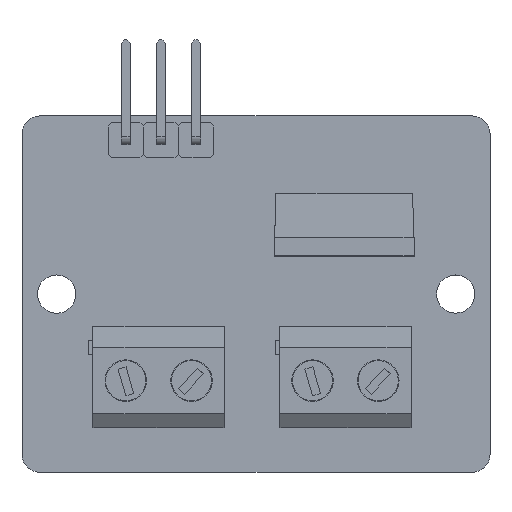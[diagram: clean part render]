
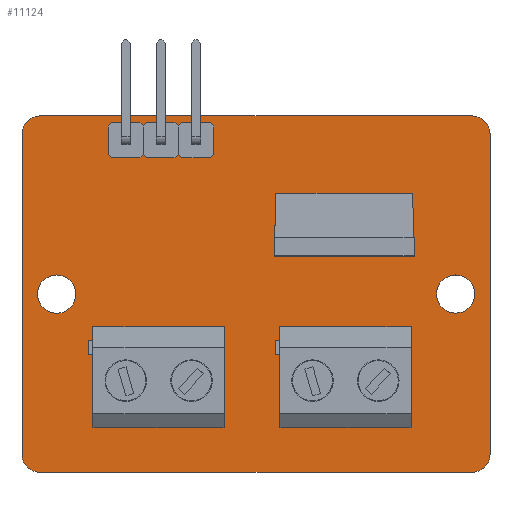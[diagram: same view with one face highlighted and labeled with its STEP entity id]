
A CAD part, top view. The second image highlights one B-rep face of the part: STEP entity #11124.
In plain terms, the highlighted planar face has unit normal (0, 0, 1).
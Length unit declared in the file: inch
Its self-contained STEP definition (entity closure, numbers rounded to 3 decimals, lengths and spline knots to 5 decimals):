
#720=FACE_BOUND('',#2050,.T.);
#721=FACE_BOUND('',#2051,.T.);
#722=FACE_BOUND('',#2052,.T.);
#723=FACE_BOUND('',#2053,.T.);
#724=FACE_BOUND('',#2054,.T.);
#725=FACE_BOUND('',#2055,.T.);
#726=FACE_BOUND('',#2056,.T.);
#727=FACE_BOUND('',#2057,.T.);
#804=CIRCLE('',#11637,0.01181);
#806=CIRCLE('',#11640,0.01969);
#808=CIRCLE('',#11643,0.012);
#810=CIRCLE('',#11647,0.012);
#812=CIRCLE('',#11651,0.01181);
#814=CIRCLE('',#11655,0.012);
#816=CIRCLE('',#11659,0.05);
#823=CIRCLE('',#11669,0.05);
#824=CIRCLE('',#11672,0.05);
#825=CIRCLE('',#11674,0.05);
#826=CIRCLE('',#11676,0.0545);
#827=CIRCLE('',#11678,0.05433);
#1411=FACE_OUTER_BOUND('',#2049,.T.);
#2049=EDGE_LOOP('',(#9966,#9967,#9968,#9969,#9970,#9971,#9972,#9973));
#2050=EDGE_LOOP('',(#9974));
#2051=EDGE_LOOP('',(#9975));
#2052=EDGE_LOOP('',(#9976));
#2053=EDGE_LOOP('',(#9977));
#2054=EDGE_LOOP('',(#9978));
#2055=EDGE_LOOP('',(#9979));
#2056=EDGE_LOOP('',(#9980));
#2057=EDGE_LOOP('',(#9981));
#3146=LINE('',#20038,#4248);
#3152=LINE('',#20063,#4254);
#3158=LINE('',#20082,#4260);
#3159=LINE('',#20084,#4261);
#4248=VECTOR('',#13768,0.3937);
#4254=VECTOR('',#13792,0.3937);
#4260=VECTOR('',#13816,0.3937);
#4261=VECTOR('',#13819,0.3937);
#5264=VERTEX_POINT('',#19985);
#5266=VERTEX_POINT('',#19991);
#5268=VERTEX_POINT('',#19997);
#5270=VERTEX_POINT('',#20004);
#5272=VERTEX_POINT('',#20011);
#5274=VERTEX_POINT('',#20018);
#5276=VERTEX_POINT('',#20025);
#5277=VERTEX_POINT('',#20026);
#5281=VERTEX_POINT('',#20036);
#5289=VERTEX_POINT('',#20056);
#5290=VERTEX_POINT('',#20057);
#5291=VERTEX_POINT('',#20062);
#5292=VERTEX_POINT('',#20066);
#5293=VERTEX_POINT('',#20070);
#5294=VERTEX_POINT('',#20074);
#5295=VERTEX_POINT('',#20078);
#6810=EDGE_CURVE('',#5264,#5264,#804,.T.);
#6813=EDGE_CURVE('',#5266,#5266,#806,.T.);
#6816=EDGE_CURVE('',#5268,#5268,#808,.T.);
#6819=EDGE_CURVE('',#5270,#5270,#810,.T.);
#6822=EDGE_CURVE('',#5272,#5272,#812,.T.);
#6825=EDGE_CURVE('',#5274,#5274,#814,.T.);
#6828=EDGE_CURVE('',#5276,#5277,#816,.T.);
#6834=EDGE_CURVE('',#5276,#5281,#3146,.T.);
#6843=EDGE_CURVE('',#5289,#5290,#823,.T.);
#6846=EDGE_CURVE('',#5291,#5290,#3152,.T.);
#6848=EDGE_CURVE('',#5291,#5292,#824,.T.);
#6850=EDGE_CURVE('',#5293,#5281,#825,.T.);
#6852=EDGE_CURVE('',#5294,#5294,#826,.T.);
#6854=EDGE_CURVE('',#5295,#5295,#827,.T.);
#6856=EDGE_CURVE('',#5289,#5277,#3158,.T.);
#6857=EDGE_CURVE('',#5293,#5292,#3159,.T.);
#9966=ORIENTED_EDGE('',*,*,#6828,.F.);
#9967=ORIENTED_EDGE('',*,*,#6834,.T.);
#9968=ORIENTED_EDGE('',*,*,#6850,.F.);
#9969=ORIENTED_EDGE('',*,*,#6857,.T.);
#9970=ORIENTED_EDGE('',*,*,#6848,.F.);
#9971=ORIENTED_EDGE('',*,*,#6846,.T.);
#9972=ORIENTED_EDGE('',*,*,#6843,.F.);
#9973=ORIENTED_EDGE('',*,*,#6856,.T.);
#9974=ORIENTED_EDGE('',*,*,#6810,.T.);
#9975=ORIENTED_EDGE('',*,*,#6813,.T.);
#9976=ORIENTED_EDGE('',*,*,#6816,.T.);
#9977=ORIENTED_EDGE('',*,*,#6819,.T.);
#9978=ORIENTED_EDGE('',*,*,#6822,.T.);
#9979=ORIENTED_EDGE('',*,*,#6825,.T.);
#9980=ORIENTED_EDGE('',*,*,#6854,.T.);
#9981=ORIENTED_EDGE('',*,*,#6852,.T.);
#10331=PLANE('',#11681);
#11124=ADVANCED_FACE('',(#1411,#720,#721,#722,#723,#724,#725,#726,#727),
#10331,.T.);
#11637=AXIS2_PLACEMENT_3D('',#19986,#13708,#13709);
#11640=AXIS2_PLACEMENT_3D('',#19992,#13715,#13716);
#11643=AXIS2_PLACEMENT_3D('',#19998,#13722,#13723);
#11647=AXIS2_PLACEMENT_3D('',#20005,#13731,#13732);
#11651=AXIS2_PLACEMENT_3D('',#20012,#13740,#13741);
#11655=AXIS2_PLACEMENT_3D('',#20019,#13749,#13750);
#11659=AXIS2_PLACEMENT_3D('',#20027,#13758,#13759);
#11669=AXIS2_PLACEMENT_3D('',#20058,#13786,#13787);
#11672=AXIS2_PLACEMENT_3D('',#20067,#13796,#13797);
#11674=AXIS2_PLACEMENT_3D('',#20071,#13801,#13802);
#11676=AXIS2_PLACEMENT_3D('',#20075,#13806,#13807);
#11678=AXIS2_PLACEMENT_3D('',#20079,#13811,#13812);
#11681=AXIS2_PLACEMENT_3D('',#20085,#13820,#13821);
#13708=DIRECTION('center_axis',(0.,0.,-1.));
#13709=DIRECTION('ref_axis',(-1.,0.,0.));
#13715=DIRECTION('center_axis',(0.,0.,-1.));
#13716=DIRECTION('ref_axis',(-1.,0.,0.));
#13722=DIRECTION('center_axis',(0.,0.,-1.));
#13723=DIRECTION('ref_axis',(-1.,0.,0.));
#13731=DIRECTION('center_axis',(0.,0.,-1.));
#13732=DIRECTION('ref_axis',(-1.,0.,0.));
#13740=DIRECTION('center_axis',(0.,0.,-1.));
#13741=DIRECTION('ref_axis',(-1.,0.,0.));
#13749=DIRECTION('center_axis',(0.,0.,-1.));
#13750=DIRECTION('ref_axis',(-1.,0.,0.));
#13758=DIRECTION('center_axis',(0.,0.,-1.));
#13759=DIRECTION('ref_axis',(-0.707,0.707,0.));
#13768=DIRECTION('',(0.,-1.,0.));
#13786=DIRECTION('center_axis',(0.,0.,-1.));
#13787=DIRECTION('ref_axis',(0.707,0.707,0.));
#13792=DIRECTION('',(0.,1.,0.));
#13796=DIRECTION('center_axis',(0.,0.,-1.));
#13797=DIRECTION('ref_axis',(0.707,-0.707,0.));
#13801=DIRECTION('center_axis',(0.,0.,-1.));
#13802=DIRECTION('ref_axis',(-0.707,-0.707,0.));
#13806=DIRECTION('center_axis',(0.,0.,-1.));
#13807=DIRECTION('ref_axis',(1.,0.,0.));
#13811=DIRECTION('center_axis',(0.,0.,-1.));
#13812=DIRECTION('ref_axis',(1.,0.,0.));
#13816=DIRECTION('',(-1.,0.,0.));
#13819=DIRECTION('',(1.,0.,0.));
#13820=DIRECTION('center_axis',(0.,0.,1.));
#13821=DIRECTION('ref_axis',(1.,0.,0.));
#19985=CARTESIAN_POINT('',(0.30709,0.94488,0.05906));
#19986=CARTESIAN_POINT('Origin',(0.29528,0.94488,0.05906));
#19991=CARTESIAN_POINT('',(1.03661,0.7185,0.05906));
#19992=CARTESIAN_POINT('Origin',(1.01693,0.7185,0.05906));
#19997=CARTESIAN_POINT('',(0.50413,0.26969,0.05906));
#19998=CARTESIAN_POINT('Origin',(0.49213,0.26969,0.05906));
#20004=CARTESIAN_POINT('',(0.83877,0.26969,0.05906));
#20005=CARTESIAN_POINT('Origin',(0.82677,0.26969,0.05906));
#20011=CARTESIAN_POINT('',(0.30709,0.26969,0.05906));
#20012=CARTESIAN_POINT('Origin',(0.29528,0.26969,0.05906));
#20018=CARTESIAN_POINT('',(1.03562,0.26969,0.05906));
#20019=CARTESIAN_POINT('Origin',(1.02362,0.26969,0.05906));
#20025=CARTESIAN_POINT('',(0.,0.96378,0.05906));
#20026=CARTESIAN_POINT('',(0.05,1.01378,0.05906));
#20027=CARTESIAN_POINT('Origin',(0.05,0.96378,0.05906));
#20036=CARTESIAN_POINT('',(0.,0.05,0.05906));
#20038=CARTESIAN_POINT('',(0.,1.01378,0.05906));
#20056=CARTESIAN_POINT('',(1.28189,1.01378,0.05906));
#20057=CARTESIAN_POINT('',(1.33189,0.96378,0.05906));
#20058=CARTESIAN_POINT('Origin',(1.28189,0.96378,0.05906));
#20062=CARTESIAN_POINT('',(1.33189,0.05,0.05906));
#20063=CARTESIAN_POINT('',(1.33189,0.,0.05906));
#20066=CARTESIAN_POINT('',(1.28189,0.,0.05906));
#20067=CARTESIAN_POINT('Origin',(1.28189,0.05,0.05906));
#20070=CARTESIAN_POINT('',(0.05,0.,0.05906));
#20071=CARTESIAN_POINT('Origin',(0.05,0.05,0.05906));
#20074=CARTESIAN_POINT('',(0.04393,0.50689,0.05906));
#20075=CARTESIAN_POINT('Origin',(0.09843,0.50689,0.05906));
#20078=CARTESIAN_POINT('',(1.17956,0.50689,0.05906));
#20079=CARTESIAN_POINT('Origin',(1.23389,0.50689,0.05906));
#20082=CARTESIAN_POINT('',(1.33189,1.01378,0.05906));
#20084=CARTESIAN_POINT('',(0.,0.,0.05906));
#20085=CARTESIAN_POINT('Origin',(0.66594,0.50689,0.05906));
